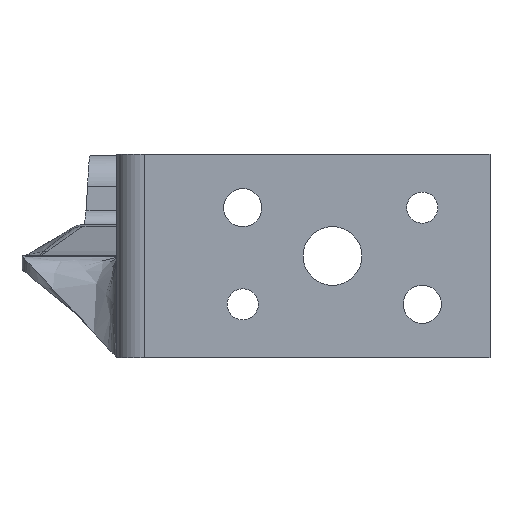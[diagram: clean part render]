
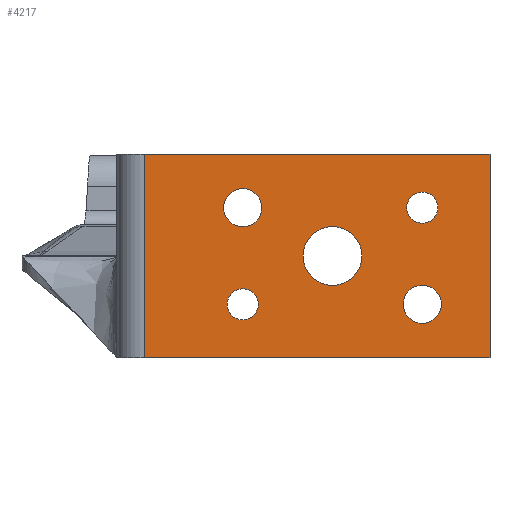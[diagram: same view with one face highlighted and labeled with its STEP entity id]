
A CAD part, front view. The second image highlights one B-rep face of the part: STEP entity #4217.
In plain terms, the highlighted face is planar.
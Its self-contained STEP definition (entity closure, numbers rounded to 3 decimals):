
#18 = EDGE_CURVE ( 'NONE', #3488, #272, #50, .T. ) ;
#32 = ORIENTED_EDGE ( 'NONE', *, *, #2294, .F. ) ;
#35 = AXIS2_PLACEMENT_3D ( 'NONE', #2151, #2114, #2862 ) ;
#50 = CIRCLE ( 'NONE', #3281, 2.25 ) ;
#122 = DIRECTION ( 'NONE',  ( 0., 0., 1. ) ) ;
#204 = VECTOR ( 'NONE', #2757, 1000. ) ;
#272 = VERTEX_POINT ( 'NONE', #1626 ) ;
#280 = CARTESIAN_POINT ( 'NONE',  ( -16., -12.75, 53. ) ) ;
#336 = AXIS2_PLACEMENT_3D ( 'NONE', #4058, #2960, #4110 ) ;
#398 = DIRECTION ( 'NONE',  ( -1., 0., 0. ) ) ;
#402 = VERTEX_POINT ( 'NONE', #3384 ) ;
#490 = CARTESIAN_POINT ( 'NONE',  ( -16., -5., 43.2 ) ) ;
#491 = EDGE_CURVE ( 'NONE', #402, #2535, #4325, .T. ) ;
#513 = EDGE_CURVE ( 'NONE', #1968, #1389, #1014, .T. ) ;
#543 = EDGE_LOOP ( 'NONE', ( #697, #1123 ) ) ;
#646 = EDGE_CURVE ( 'NONE', #3838, #862, #4501, .T. ) ;
#656 = AXIS2_PLACEMENT_3D ( 'NONE', #4850, #1443, #1394 ) ;
#690 = CARTESIAN_POINT ( 'NONE',  ( -16., 9., 17.2 ) ) ;
#697 = ORIENTED_EDGE ( 'NONE', *, *, #491, .F. ) ;
#743 = EDGE_CURVE ( 'NONE', #2535, #402, #3871, .T. ) ;
#821 = DIRECTION ( 'NONE',  ( 0., 0., 1. ) ) ;
#862 = VERTEX_POINT ( 'NONE', #3730 ) ;
#896 = DIRECTION ( 'NONE',  ( 0., 0., 1. ) ) ;
#913 = EDGE_LOOP ( 'NONE', ( #3444, #1648 ) ) ;
#1014 = CIRCLE ( 'NONE', #1745, 2.25 ) ;
#1123 = ORIENTED_EDGE ( 'NONE', *, *, #743, .F. ) ;
#1159 = DIRECTION ( 'NONE',  ( 0., 0., 1. ) ) ;
#1174 = DIRECTION ( 'NONE',  ( 0., 0., 1. ) ) ;
#1180 = AXIS2_PLACEMENT_3D ( 'NONE', #3928, #1993, #821 ) ;
#1246 = CARTESIAN_POINT ( 'NONE',  ( -16., 9., 43.2 ) ) ;
#1367 = CARTESIAN_POINT ( 'NONE',  ( -16., -5., 43.2 ) ) ;
#1382 = DIRECTION ( 'NONE',  ( -1., 0., 0. ) ) ;
#1389 = VERTEX_POINT ( 'NONE', #4507 ) ;
#1394 = DIRECTION ( 'NONE',  ( 0., 0., 1. ) ) ;
#1398 = CIRCLE ( 'NONE', #2120, 2.75 ) ;
#1417 = CARTESIAN_POINT ( 'NONE',  ( -16., 16.75, 3. ) ) ;
#1443 = DIRECTION ( 'NONE',  ( -1., 0., 0. ) ) ;
#1530 = EDGE_CURVE ( 'NONE', #2874, #4526, #4337, .T. ) ;
#1593 = EDGE_CURVE ( 'NONE', #2125, #3883, #2726, .T. ) ;
#1615 = DIRECTION ( 'NONE',  ( 0., 1., 0. ) ) ;
#1624 = ORIENTED_EDGE ( 'NONE', *, *, #18, .F. ) ;
#1626 = CARTESIAN_POINT ( 'NONE',  ( -16., 9., 40.95 ) ) ;
#1648 = ORIENTED_EDGE ( 'NONE', *, *, #4469, .F. ) ;
#1655 = EDGE_CURVE ( 'NONE', #272, #3488, #2931, .T. ) ;
#1745 = AXIS2_PLACEMENT_3D ( 'NONE', #3581, #398, #122 ) ;
#1814 = CARTESIAN_POINT ( 'NONE',  ( -16., -12.75, 3. ) ) ;
#1857 = ORIENTED_EDGE ( 'NONE', *, *, #513, .F. ) ;
#1928 = ORIENTED_EDGE ( 'NONE', *, *, #2483, .F. ) ;
#1968 = VERTEX_POINT ( 'NONE', #4706 ) ;
#1993 = DIRECTION ( 'NONE',  ( -1., 0., 0. ) ) ;
#2114 = DIRECTION ( 'NONE',  ( -1., 0., 0. ) ) ;
#2120 = AXIS2_PLACEMENT_3D ( 'NONE', #1367, #3684, #4415 ) ;
#2125 = VERTEX_POINT ( 'NONE', #2567 ) ;
#2132 = EDGE_LOOP ( 'NONE', ( #3619, #1928, #3987, #2719 ) ) ;
#2146 = AXIS2_PLACEMENT_3D ( 'NONE', #690, #4613, #1159 ) ;
#2151 = CARTESIAN_POINT ( 'NONE',  ( -16., 2., 30.2 ) ) ;
#2211 = CIRCLE ( 'NONE', #35, 4.25 ) ;
#2294 = EDGE_CURVE ( 'NONE', #3883, #2125, #2211, .T. ) ;
#2321 = VECTOR ( 'NONE', #4888, 1000. ) ;
#2350 = LINE ( 'NONE', #3870, #204 ) ;
#2419 = CARTESIAN_POINT ( 'NONE',  ( -16., 9., 17.2 ) ) ;
#2427 = CARTESIAN_POINT ( 'NONE',  ( -16., -12.75, 3. ) ) ;
#2483 = EDGE_CURVE ( 'NONE', #4526, #862, #2350, .T. ) ;
#2512 = VECTOR ( 'NONE', #4911, 1000. ) ;
#2535 = VERTEX_POINT ( 'NONE', #4310 ) ;
#2553 = FACE_BOUND ( 'NONE', #913, .T. ) ;
#2567 = CARTESIAN_POINT ( 'NONE',  ( -16., 2., 34.45 ) ) ;
#2621 = ORIENTED_EDGE ( 'NONE', *, *, #4677, .F. ) ;
#2639 = ORIENTED_EDGE ( 'NONE', *, *, #1655, .F. ) ;
#2717 = CARTESIAN_POINT ( 'NONE',  ( -16., -5., 45.95 ) ) ;
#2719 = ORIENTED_EDGE ( 'NONE', *, *, #3134, .T. ) ;
#2726 = CIRCLE ( 'NONE', #1180, 4.25 ) ;
#2757 = DIRECTION ( 'NONE',  ( 0., 0., 1. ) ) ;
#2758 = VERTEX_POINT ( 'NONE', #3124 ) ;
#2783 = CIRCLE ( 'NONE', #4454, 2.75 ) ;
#2845 = DIRECTION ( 'NONE',  ( -1., 0., 0. ) ) ;
#2862 = DIRECTION ( 'NONE',  ( 0., 0., 1. ) ) ;
#2874 = VERTEX_POINT ( 'NONE', #3518 ) ;
#2888 = FACE_BOUND ( 'NONE', #4145, .T. ) ;
#2914 = FACE_BOUND ( 'NONE', #3145, .T. ) ;
#2931 = CIRCLE ( 'NONE', #3171, 2.25 ) ;
#2960 = DIRECTION ( 'NONE',  ( -1., 0., 0. ) ) ;
#3079 = DIRECTION ( 'NONE',  ( -1., 0., 0. ) ) ;
#3109 = CARTESIAN_POINT ( 'NONE',  ( -16., 9., 43.2 ) ) ;
#3124 = CARTESIAN_POINT ( 'NONE',  ( -16., -5., 40.45 ) ) ;
#3134 = EDGE_CURVE ( 'NONE', #2874, #3838, #3767, .T. ) ;
#3145 = EDGE_LOOP ( 'NONE', ( #2621, #1857 ) ) ;
#3171 = AXIS2_PLACEMENT_3D ( 'NONE', #3109, #4359, #896 ) ;
#3281 = AXIS2_PLACEMENT_3D ( 'NONE', #1246, #2845, #4321 ) ;
#3307 = FACE_OUTER_BOUND ( 'NONE', #2132, .T. ) ;
#3332 = FACE_BOUND ( 'NONE', #3665, .T. ) ;
#3349 = CARTESIAN_POINT ( 'NONE',  ( -16., 9., 45.45 ) ) ;
#3384 = CARTESIAN_POINT ( 'NONE',  ( -16., 9., 14.45 ) ) ;
#3444 = ORIENTED_EDGE ( 'NONE', *, *, #4484, .F. ) ;
#3488 = VERTEX_POINT ( 'NONE', #3349 ) ;
#3518 = CARTESIAN_POINT ( 'NONE',  ( -16., -12.75, 3. ) ) ;
#3581 = CARTESIAN_POINT ( 'NONE',  ( -16., -5., 17.2 ) ) ;
#3619 = ORIENTED_EDGE ( 'NONE', *, *, #646, .T. ) ;
#3652 = FACE_BOUND ( 'NONE', #543, .T. ) ;
#3665 = EDGE_LOOP ( 'NONE', ( #2639, #1624 ) ) ;
#3684 = DIRECTION ( 'NONE',  ( -1., 0., 0. ) ) ;
#3730 = CARTESIAN_POINT ( 'NONE',  ( -16., 16.75, 53. ) ) ;
#3767 = LINE ( 'NONE', #1814, #2321 ) ;
#3838 = VERTEX_POINT ( 'NONE', #4272 ) ;
#3870 = CARTESIAN_POINT ( 'NONE',  ( -16., 16.75, 3. ) ) ;
#3871 = CIRCLE ( 'NONE', #4032, 2.75 ) ;
#3883 = VERTEX_POINT ( 'NONE', #3899 ) ;
#3899 = CARTESIAN_POINT ( 'NONE',  ( -16., 2., 25.95 ) ) ;
#3928 = CARTESIAN_POINT ( 'NONE',  ( -16., 2., 30.2 ) ) ;
#3987 = ORIENTED_EDGE ( 'NONE', *, *, #1530, .F. ) ;
#4032 = AXIS2_PLACEMENT_3D ( 'NONE', #2419, #3079, #1174 ) ;
#4058 = CARTESIAN_POINT ( 'NONE',  ( -16., -12.75, 3. ) ) ;
#4084 = PLANE ( 'NONE',  #336 ) ;
#4110 = DIRECTION ( 'NONE',  ( 0., 0., 1. ) ) ;
#4145 = EDGE_LOOP ( 'NONE', ( #32, #4170 ) ) ;
#4170 = ORIENTED_EDGE ( 'NONE', *, *, #1593, .F. ) ;
#4217 = ADVANCED_FACE ( 'NONE', ( #2553, #3652, #3332, #2888, #2914, #3307 ), #4084, .T. ) ;
#4237 = VECTOR ( 'NONE', #1615, 1000. ) ;
#4272 = CARTESIAN_POINT ( 'NONE',  ( -16., -12.75, 53. ) ) ;
#4310 = CARTESIAN_POINT ( 'NONE',  ( -16., 9., 19.95 ) ) ;
#4321 = DIRECTION ( 'NONE',  ( 0., 0., 1. ) ) ;
#4325 = CIRCLE ( 'NONE', #2146, 2.75 ) ;
#4337 = LINE ( 'NONE', #2427, #4237 ) ;
#4359 = DIRECTION ( 'NONE',  ( -1., 0., 0. ) ) ;
#4415 = DIRECTION ( 'NONE',  ( 0., 0., 1. ) ) ;
#4454 = AXIS2_PLACEMENT_3D ( 'NONE', #490, #1382, #4786 ) ;
#4469 = EDGE_CURVE ( 'NONE', #4725, #2758, #2783, .T. ) ;
#4484 = EDGE_CURVE ( 'NONE', #2758, #4725, #1398, .T. ) ;
#4501 = LINE ( 'NONE', #280, #2512 ) ;
#4507 = CARTESIAN_POINT ( 'NONE',  ( -16., -5., 14.95 ) ) ;
#4526 = VERTEX_POINT ( 'NONE', #1417 ) ;
#4613 = DIRECTION ( 'NONE',  ( -1., 0., 0. ) ) ;
#4677 = EDGE_CURVE ( 'NONE', #1389, #1968, #4697, .T. ) ;
#4697 = CIRCLE ( 'NONE', #656, 2.25 ) ;
#4706 = CARTESIAN_POINT ( 'NONE',  ( -16., -5., 19.45 ) ) ;
#4725 = VERTEX_POINT ( 'NONE', #2717 ) ;
#4786 = DIRECTION ( 'NONE',  ( 0., 0., 1. ) ) ;
#4850 = CARTESIAN_POINT ( 'NONE',  ( -16., -5., 17.2 ) ) ;
#4888 = DIRECTION ( 'NONE',  ( 0., 0., 1. ) ) ;
#4911 = DIRECTION ( 'NONE',  ( 0., 1., 0. ) ) ;
